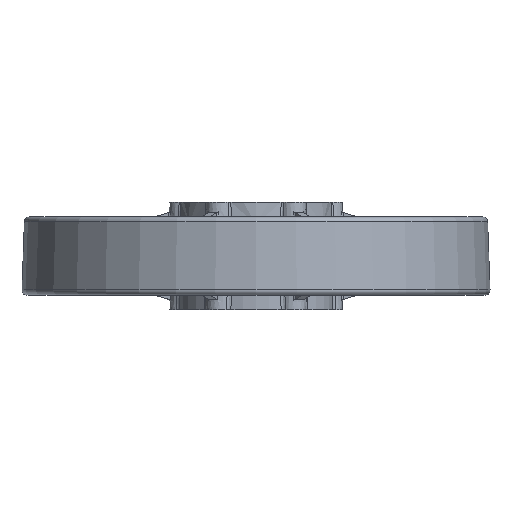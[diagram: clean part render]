
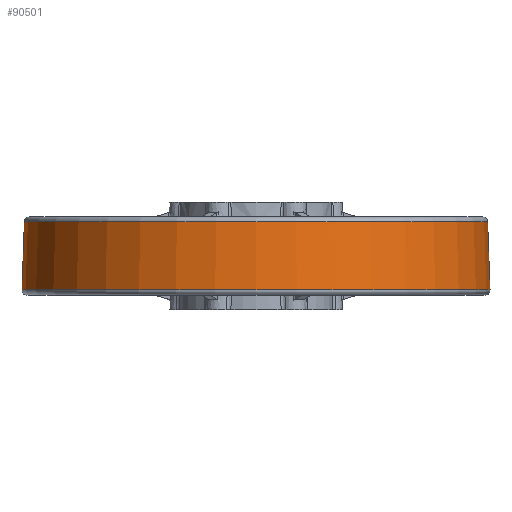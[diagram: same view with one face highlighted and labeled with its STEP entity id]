
A CAD part, front view. The second image highlights one B-rep face of the part: STEP entity #90501.
In plain terms, the highlighted conical face has half-angle 2 degrees and reference radius 76.032 mm.
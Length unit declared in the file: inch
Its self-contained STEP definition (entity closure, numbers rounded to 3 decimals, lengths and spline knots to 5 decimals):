
#90474=CARTESIAN_POINT('',(0.,0.,0.18968));
#90475=DIRECTION('',(0.,0.,-1.0));
#90476=DIRECTION('',(0.0,1.0,0.0));
#90477=AXIS2_PLACEMENT_3D('',#90474,#90475,#90476);
#90478=CONICAL_SURFACE('',#90477,2.99338,2.);
#90479=CARTESIAN_POINT('',(-2.96719,0.0,0.93968));
#90480=VERTEX_POINT('',#90479);
#90481=CARTESIAN_POINT('',(0.,0.,0.93968));
#90482=DIRECTION('',(0.0,0.0,1.0));
#90483=DIRECTION('',(0.0,1.0,0.0));
#90484=AXIS2_PLACEMENT_3D('',#90481,#90482,#90483);
#90485=CIRCLE('',#90484,2.96719);
#90486=EDGE_CURVE('',#90480,#90480,#90485,.F.);
#90487=ORIENTED_EDGE('',*,*,#90486,.T.);
#90488=EDGE_LOOP('',(#90487));
#90489=FACE_OUTER_BOUND('',#90488,.T.);
#90490=CARTESIAN_POINT('',(2.99774,0.0,0.06468));
#90491=VERTEX_POINT('',#90490);
#90492=CARTESIAN_POINT('',(0.,0.,0.06468));
#90493=DIRECTION('',(0.0,0.0,1.0));
#90494=DIRECTION('',(0.0,1.0,0.0));
#90495=AXIS2_PLACEMENT_3D('',#90492,#90493,#90494);
#90496=CIRCLE('',#90495,2.99774);
#90497=EDGE_CURVE('',#90491,#90491,#90496,.T.);
#90498=ORIENTED_EDGE('',*,*,#90497,.T.);
#90499=EDGE_LOOP('',(#90498));
#90500=FACE_BOUND('',#90499,.T.);
#90501=ADVANCED_FACE('',(#90489,#90500),#90478,.T.);
